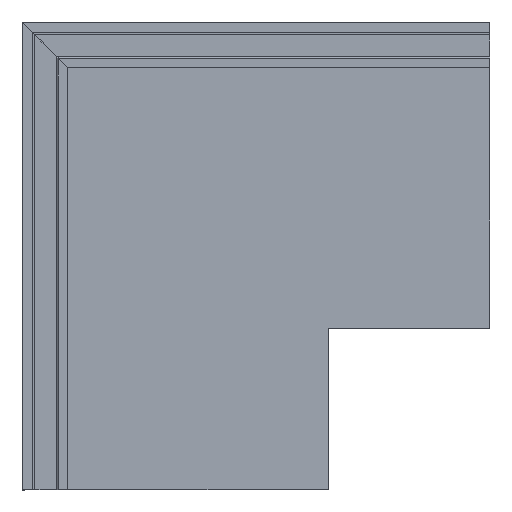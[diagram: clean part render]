
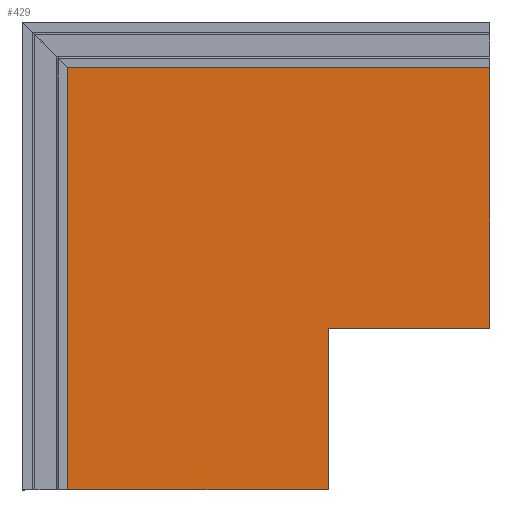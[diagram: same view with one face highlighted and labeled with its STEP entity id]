
A CAD part, top view. The second image highlights one B-rep face of the part: STEP entity #429.
In plain terms, the highlighted planar face has unit normal (0, 0, 1).
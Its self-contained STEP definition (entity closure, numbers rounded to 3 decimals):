
#260=DIRECTION('',(1.,0.,0.));
#261=VECTOR('',#260,249.5);
#262=CARTESIAN_POINT('',(-202.,0.,3.));
#263=LINE('',#262,#261);
#267=DIRECTION('',(0.,-1.,0.));
#268=VECTOR('',#267,404.);
#269=CARTESIAN_POINT('',(-202.,404.,3.));
#270=LINE('',#269,#268);
#274=DIRECTION('',(-1.,0.,0.));
#275=VECTOR('',#274,404.);
#276=CARTESIAN_POINT('',(202.,404.,3.));
#277=LINE('',#276,#275);
#281=DIRECTION('',(0.,1.,0.));
#282=VECTOR('',#281,249.5);
#283=CARTESIAN_POINT('',(202.,154.5,3.));
#284=LINE('',#283,#282);
#288=DIRECTION('',(1.,0.,0.));
#289=VECTOR('',#288,154.5);
#290=CARTESIAN_POINT('',(47.5,154.5,3.));
#291=LINE('',#290,#289);
#295=DIRECTION('',(0.,1.,0.));
#296=VECTOR('',#295,154.5);
#297=CARTESIAN_POINT('',(47.5,0.,3.));
#298=LINE('',#297,#296);
#386=CARTESIAN_POINT('',(202.,404.,3.));
#387=CARTESIAN_POINT('',(-202.,404.,3.));
#388=VERTEX_POINT('',#386);
#389=VERTEX_POINT('',#387);
#394=CARTESIAN_POINT('',(-202.,0.,3.));
#395=CARTESIAN_POINT('',(47.5,0.,3.));
#396=VERTEX_POINT('',#394);
#397=VERTEX_POINT('',#395);
#398=CARTESIAN_POINT('',(202.,154.5,3.));
#399=VERTEX_POINT('',#398);
#400=CARTESIAN_POINT('',(47.5,154.5,3.));
#401=VERTEX_POINT('',#400);
#410=CARTESIAN_POINT('',(0.,0.,3.));
#411=DIRECTION('',(0.,0.,1.));
#412=DIRECTION('',(1.,0.,0.));
#413=AXIS2_PLACEMENT_3D('',#410,#411,#412);
#414=PLANE('',#413);
#416=ORIENTED_EDGE('',*,*,#415,.F.);
#418=ORIENTED_EDGE('',*,*,#417,.F.);
#420=ORIENTED_EDGE('',*,*,#419,.F.);
#422=ORIENTED_EDGE('',*,*,#421,.F.);
#424=ORIENTED_EDGE('',*,*,#423,.F.);
#426=ORIENTED_EDGE('',*,*,#425,.F.);
#427=EDGE_LOOP('',(#416,#418,#420,#422,#424,#426));
#428=FACE_OUTER_BOUND('',#427,.F.);
#415=EDGE_CURVE('',#396,#397,#263,.T.);
#417=EDGE_CURVE('',#389,#396,#270,.T.);
#419=EDGE_CURVE('',#388,#389,#277,.T.);
#421=EDGE_CURVE('',#399,#388,#284,.T.);
#423=EDGE_CURVE('',#401,#399,#291,.T.);
#425=EDGE_CURVE('',#397,#401,#298,.T.);
#429=ADVANCED_FACE('',(#428),#414,.T.);
